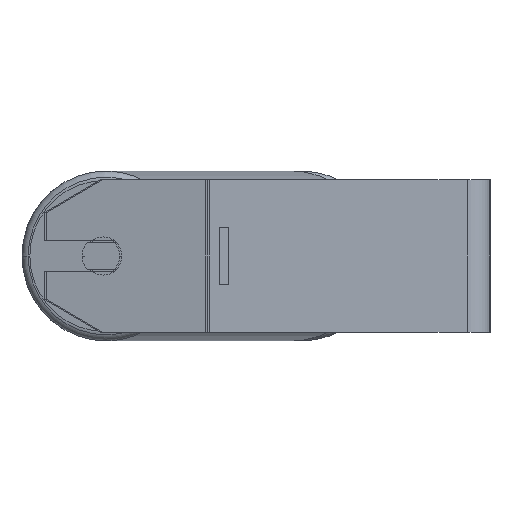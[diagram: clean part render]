
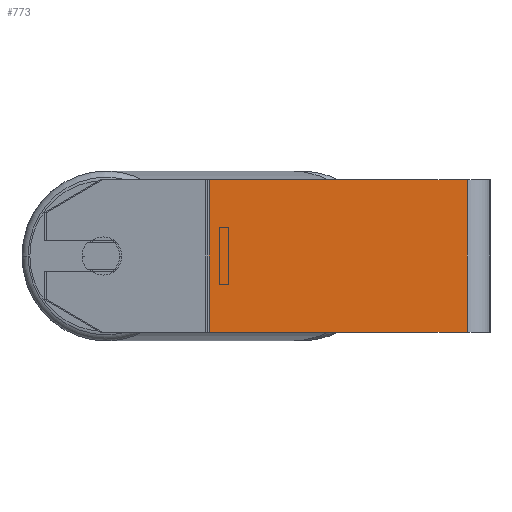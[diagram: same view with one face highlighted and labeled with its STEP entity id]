
A CAD part, left-side view. The second image highlights one B-rep face of the part: STEP entity #773.
In plain terms, the highlighted planar face has unit normal (-1, 0, 0).
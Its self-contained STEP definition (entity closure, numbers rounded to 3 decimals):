
#14 = DIRECTION ( 'NONE',  ( 0., -1., 0. ) ) ;
#206 = LINE ( 'NONE', #7698, #2538 ) ;
#356 = EDGE_LOOP ( 'NONE', ( #2954, #979, #6874, #4026 ) ) ;
#673 = LINE ( 'NONE', #6095, #4899 ) ;
#773 = ADVANCED_FACE ( 'NONE', ( #3092 ), #7184, .F. ) ;
#979 = ORIENTED_EDGE ( 'NONE', *, *, #2857, .F. ) ;
#1104 = DIRECTION ( 'NONE',  ( 0., 0., -1. ) ) ;
#1454 = VECTOR ( 'NONE', #7334, 1000. ) ;
#1524 = EDGE_CURVE ( 'NONE', #4865, #6164, #206, .T. ) ;
#1959 = AXIS2_PLACEMENT_3D ( 'NONE', #5193, #7799, #1104 ) ;
#2447 = LINE ( 'NONE', #3251, #1454 ) ;
#2538 = VECTOR ( 'NONE', #7651, 1000. ) ;
#2584 = LINE ( 'NONE', #8700, #5549 ) ;
#2857 = EDGE_CURVE ( 'NONE', #4375, #3584, #2584, .T. ) ;
#2954 = ORIENTED_EDGE ( 'NONE', *, *, #5189, .T. ) ;
#3092 = FACE_OUTER_BOUND ( 'NONE', #356, .T. ) ;
#3251 = CARTESIAN_POINT ( 'NONE',  ( -900., 148.129, -40. ) ) ;
#3584 = VERTEX_POINT ( 'NONE', #6031 ) ;
#4026 = ORIENTED_EDGE ( 'NONE', *, *, #1524, .T. ) ;
#4375 = VERTEX_POINT ( 'NONE', #5922 ) ;
#4865 = VERTEX_POINT ( 'NONE', #5780 ) ;
#4899 = VECTOR ( 'NONE', #14, 1000. ) ;
#5189 = EDGE_CURVE ( 'NONE', #6164, #3584, #2447, .T. ) ;
#5193 = CARTESIAN_POINT ( 'NONE',  ( -900., 148.129, 40. ) ) ;
#5549 = VECTOR ( 'NONE', #5936, 1000. ) ;
#5780 = CARTESIAN_POINT ( 'NONE',  ( -900., 147.08, 40. ) ) ;
#5922 = CARTESIAN_POINT ( 'NONE',  ( -900., 12., 40. ) ) ;
#5936 = DIRECTION ( 'NONE',  ( 0., 0., -1. ) ) ;
#6031 = CARTESIAN_POINT ( 'NONE',  ( -900., 12., -40. ) ) ;
#6095 = CARTESIAN_POINT ( 'NONE',  ( -900., 148.129, 40. ) ) ;
#6164 = VERTEX_POINT ( 'NONE', #6873 ) ;
#6873 = CARTESIAN_POINT ( 'NONE',  ( -900., 147.08, -40. ) ) ;
#6874 = ORIENTED_EDGE ( 'NONE', *, *, #7793, .F. ) ;
#7184 = PLANE ( 'NONE',  #1959 ) ;
#7334 = DIRECTION ( 'NONE',  ( 0., -1., 0. ) ) ;
#7651 = DIRECTION ( 'NONE',  ( 0., 0., -1. ) ) ;
#7698 = CARTESIAN_POINT ( 'NONE',  ( -900., 147.08, 40. ) ) ;
#7793 = EDGE_CURVE ( 'NONE', #4865, #4375, #673, .T. ) ;
#7799 = DIRECTION ( 'NONE',  ( 1., 0., 0. ) ) ;
#8700 = CARTESIAN_POINT ( 'NONE',  ( -900., 12., 40. ) ) ;
